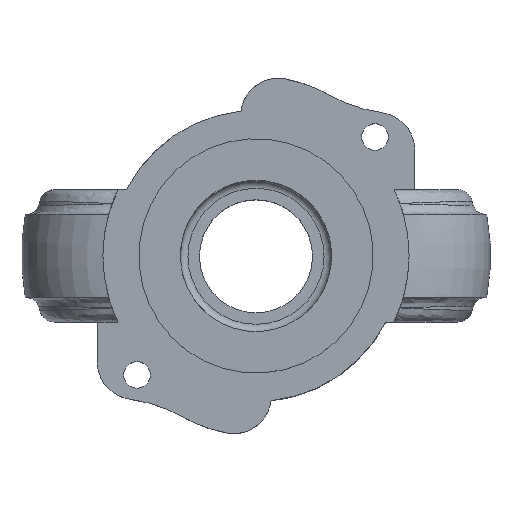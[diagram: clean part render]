
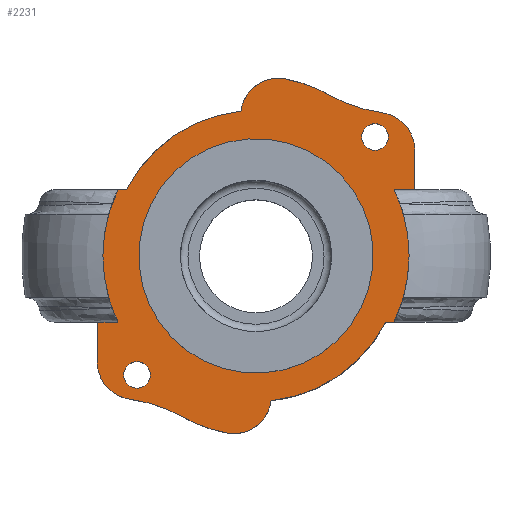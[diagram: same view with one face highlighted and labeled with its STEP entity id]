
A CAD part, top view. The second image highlights one B-rep face of the part: STEP entity #2231.
In plain terms, the highlighted planar face has unit normal (0, 0, 1).
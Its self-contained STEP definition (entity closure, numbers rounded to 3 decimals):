
#199=FACE_BOUND('',#447,.T.);
#200=FACE_BOUND('',#448,.T.);
#201=FACE_BOUND('',#449,.T.);
#225=PLANE('',#2444);
#318=FACE_OUTER_BOUND('',#446,.T.);
#446=EDGE_LOOP('',(#1782,#1783,#1784,#1785,#1786,#1787,#1788,#1789,#1790,
#1791,#1792,#1793,#1794,#1795,#1796,#1797,#1798,#1799,#1800,#1801,#1802,
#1803));
#447=EDGE_LOOP('',(#1804));
#448=EDGE_LOOP('',(#1805,#1806));
#449=EDGE_LOOP('',(#1807,#1808));
#520=LINE('',#4311,#601);
#527=LINE('',#4719,#608);
#533=LINE('',#4740,#614);
#538=LINE('',#4780,#619);
#546=LINE('',#5130,#627);
#547=LINE('',#5133,#628);
#548=LINE('',#5142,#629);
#549=LINE('',#5145,#630);
#601=VECTOR('',#2778,10.);
#608=VECTOR('',#2819,10.);
#614=VECTOR('',#2835,10.);
#619=VECTOR('',#2842,10.);
#627=VECTOR('',#2870,10.);
#628=VECTOR('',#2873,10.);
#629=VECTOR('',#2882,10.);
#630=VECTOR('',#2885,10.);
#654=CIRCLE('',#2293,15.5);
#667=CIRCLE('',#2311,1.75);
#668=CIRCLE('',#2312,1.75);
#670=CIRCLE('',#2315,1.75);
#671=CIRCLE('',#2316,1.75);
#714=CIRCLE('',#2385,19.247);
#722=CIRCLE('',#2394,19.247);
#738=CIRCLE('',#2416,20.25);
#743=CIRCLE('',#2423,20.25);
#747=CIRCLE('',#2435,22.);
#752=CIRCLE('',#2445,5.);
#753=CIRCLE('',#2446,20.);
#754=CIRCLE('',#2447,20.);
#755=CIRCLE('',#2448,5.);
#756=CIRCLE('',#2449,22.);
#757=CIRCLE('',#2450,5.);
#758=CIRCLE('',#2451,20.);
#759=CIRCLE('',#2452,20.);
#760=CIRCLE('',#2453,5.);
#781=VERTEX_POINT('',#3031);
#793=VERTEX_POINT('',#3063);
#794=VERTEX_POINT('',#3064);
#796=VERTEX_POINT('',#3071);
#797=VERTEX_POINT('',#3072);
#864=VERTEX_POINT('',#3431);
#865=VERTEX_POINT('',#3433);
#885=VERTEX_POINT('',#3622);
#886=VERTEX_POINT('',#3624);
#922=VERTEX_POINT('',#4309);
#929=VERTEX_POINT('',#4353);
#938=VERTEX_POINT('',#4587);
#939=VERTEX_POINT('',#4598);
#947=VERTEX_POINT('',#4737);
#948=VERTEX_POINT('',#4739);
#953=VERTEX_POINT('',#4777);
#954=VERTEX_POINT('',#4779);
#958=VERTEX_POINT('',#4815);
#967=VERTEX_POINT('',#5132);
#968=VERTEX_POINT('',#5134);
#969=VERTEX_POINT('',#5136);
#970=VERTEX_POINT('',#5138);
#971=VERTEX_POINT('',#5141);
#972=VERTEX_POINT('',#5144);
#973=VERTEX_POINT('',#5146);
#974=VERTEX_POINT('',#5148);
#975=VERTEX_POINT('',#5150);
#1000=EDGE_CURVE('',#781,#781,#654,.T.);
#1015=EDGE_CURVE('',#793,#794,#667,.T.);
#1016=EDGE_CURVE('',#794,#793,#668,.T.);
#1019=EDGE_CURVE('',#796,#797,#670,.T.);
#1020=EDGE_CURVE('',#797,#796,#671,.T.);
#1112=EDGE_CURVE('',#864,#865,#714,.T.);
#1137=EDGE_CURVE('',#885,#886,#722,.T.);
#1190=EDGE_CURVE('',#922,#885,#520,.T.);
#1200=EDGE_CURVE('',#929,#922,#738,.T.);
#1216=EDGE_CURVE('',#938,#939,#743,.T.);
#1227=EDGE_CURVE('',#939,#864,#527,.T.);
#1235=EDGE_CURVE('',#948,#947,#533,.T.);
#1242=EDGE_CURVE('',#954,#953,#538,.T.);
#1247=EDGE_CURVE('',#948,#958,#747,.T.);
#1263=EDGE_CURVE('',#938,#958,#546,.T.);
#1264=EDGE_CURVE('',#947,#967,#547,.T.);
#1265=EDGE_CURVE('',#967,#968,#752,.T.);
#1266=EDGE_CURVE('',#968,#969,#753,.T.);
#1267=EDGE_CURVE('',#969,#970,#754,.T.);
#1268=EDGE_CURVE('',#970,#886,#755,.T.);
#1269=EDGE_CURVE('',#929,#971,#548,.T.);
#1270=EDGE_CURVE('',#954,#971,#756,.T.);
#1271=EDGE_CURVE('',#953,#972,#549,.T.);
#1272=EDGE_CURVE('',#972,#973,#757,.T.);
#1273=EDGE_CURVE('',#973,#974,#758,.T.);
#1274=EDGE_CURVE('',#974,#975,#759,.T.);
#1275=EDGE_CURVE('',#975,#865,#760,.T.);
#1782=ORIENTED_EDGE('',*,*,#1247,.F.);
#1783=ORIENTED_EDGE('',*,*,#1235,.T.);
#1784=ORIENTED_EDGE('',*,*,#1264,.T.);
#1785=ORIENTED_EDGE('',*,*,#1265,.T.);
#1786=ORIENTED_EDGE('',*,*,#1266,.T.);
#1787=ORIENTED_EDGE('',*,*,#1267,.T.);
#1788=ORIENTED_EDGE('',*,*,#1268,.T.);
#1789=ORIENTED_EDGE('',*,*,#1137,.F.);
#1790=ORIENTED_EDGE('',*,*,#1190,.F.);
#1791=ORIENTED_EDGE('',*,*,#1200,.F.);
#1792=ORIENTED_EDGE('',*,*,#1269,.T.);
#1793=ORIENTED_EDGE('',*,*,#1270,.F.);
#1794=ORIENTED_EDGE('',*,*,#1242,.T.);
#1795=ORIENTED_EDGE('',*,*,#1271,.T.);
#1796=ORIENTED_EDGE('',*,*,#1272,.T.);
#1797=ORIENTED_EDGE('',*,*,#1273,.T.);
#1798=ORIENTED_EDGE('',*,*,#1274,.T.);
#1799=ORIENTED_EDGE('',*,*,#1275,.T.);
#1800=ORIENTED_EDGE('',*,*,#1112,.F.);
#1801=ORIENTED_EDGE('',*,*,#1227,.F.);
#1802=ORIENTED_EDGE('',*,*,#1216,.F.);
#1803=ORIENTED_EDGE('',*,*,#1263,.T.);
#1804=ORIENTED_EDGE('',*,*,#1000,.T.);
#1805=ORIENTED_EDGE('',*,*,#1015,.T.);
#1806=ORIENTED_EDGE('',*,*,#1016,.T.);
#1807=ORIENTED_EDGE('',*,*,#1019,.T.);
#1808=ORIENTED_EDGE('',*,*,#1020,.T.);
#2231=ADVANCED_FACE('',(#318,#199,#200,#201),#225,.F.);
#2293=AXIS2_PLACEMENT_3D('',#3032,#2514,#2515);
#2311=AXIS2_PLACEMENT_3D('',#3065,#2552,#2553);
#2312=AXIS2_PLACEMENT_3D('',#3066,#2554,#2555);
#2315=AXIS2_PLACEMENT_3D('',#3073,#2561,#2562);
#2316=AXIS2_PLACEMENT_3D('',#3074,#2563,#2564);
#2385=AXIS2_PLACEMENT_3D('',#3434,#2715,#2716);
#2394=AXIS2_PLACEMENT_3D('',#3625,#2737,#2738);
#2416=AXIS2_PLACEMENT_3D('',#4364,#2791,#2792);
#2423=AXIS2_PLACEMENT_3D('',#4599,#2807,#2808);
#2435=AXIS2_PLACEMENT_3D('',#4816,#2847,#2848);
#2444=AXIS2_PLACEMENT_3D('',#5131,#2871,#2872);
#2445=AXIS2_PLACEMENT_3D('',#5135,#2874,#2875);
#2446=AXIS2_PLACEMENT_3D('',#5137,#2876,#2877);
#2447=AXIS2_PLACEMENT_3D('',#5139,#2878,#2879);
#2448=AXIS2_PLACEMENT_3D('',#5140,#2880,#2881);
#2449=AXIS2_PLACEMENT_3D('',#5143,#2883,#2884);
#2450=AXIS2_PLACEMENT_3D('',#5147,#2886,#2887);
#2451=AXIS2_PLACEMENT_3D('',#5149,#2888,#2889);
#2452=AXIS2_PLACEMENT_3D('',#5151,#2890,#2891);
#2453=AXIS2_PLACEMENT_3D('',#5152,#2892,#2893);
#2514=DIRECTION('center_axis',(0.,0.,-1.));
#2515=DIRECTION('ref_axis',(-0.239,0.971,0.));
#2552=DIRECTION('center_axis',(0.,0.,-1.));
#2553=DIRECTION('ref_axis',(1.,0.,0.));
#2554=DIRECTION('center_axis',(0.,0.,-1.));
#2555=DIRECTION('ref_axis',(1.,0.,0.));
#2561=DIRECTION('center_axis',(0.,0.,-1.));
#2562=DIRECTION('ref_axis',(1.,0.,0.));
#2563=DIRECTION('center_axis',(0.,0.,-1.));
#2564=DIRECTION('ref_axis',(1.,0.,0.));
#2715=DIRECTION('center_axis',(0.,0.,-1.));
#2716=DIRECTION('ref_axis',(-1.,0.,0.));
#2737=DIRECTION('center_axis',(0.,0.,-1.));
#2738=DIRECTION('ref_axis',(-1.,0.,0.));
#2778=DIRECTION('',(1.,0.,0.));
#2791=DIRECTION('center_axis',(0.,0.,-1.));
#2792=DIRECTION('ref_axis',(-1.,0.,0.));
#2807=DIRECTION('center_axis',(0.,0.,-1.));
#2808=DIRECTION('ref_axis',(-1.,0.,0.));
#2819=DIRECTION('',(-1.,0.,0.));
#2835=DIRECTION('',(1.,0.,0.));
#2842=DIRECTION('',(-1.,0.,0.));
#2847=DIRECTION('center_axis',(0.,0.,-1.));
#2848=DIRECTION('ref_axis',(0.988,0.152,0.));
#2870=DIRECTION('',(1.,0.,0.));
#2871=DIRECTION('center_axis',(0.,0.,-1.));
#2872=DIRECTION('ref_axis',(-1.,0.,0.));
#2873=DIRECTION('',(0.,1.,0.));
#2874=DIRECTION('center_axis',(0.,0.,1.));
#2875=DIRECTION('ref_axis',(1.,0.,0.));
#2876=DIRECTION('center_axis',(0.,0.,-1.));
#2877=DIRECTION('ref_axis',(0.486,0.874,0.));
#2878=DIRECTION('center_axis',(0.,0.,1.));
#2879=DIRECTION('ref_axis',(-0.25,-0.968,0.));
#2880=DIRECTION('center_axis',(0.,0.,1.));
#2881=DIRECTION('ref_axis',(0.197,0.98,0.));
#2882=DIRECTION('',(-1.,0.,0.));
#2883=DIRECTION('center_axis',(0.,0.,-1.));
#2884=DIRECTION('ref_axis',(-0.988,-0.152,0.));
#2885=DIRECTION('',(0.,-1.,0.));
#2886=DIRECTION('center_axis',(0.,0.,1.));
#2887=DIRECTION('ref_axis',(-1.,0.,0.));
#2888=DIRECTION('center_axis',(0.,0.,-1.));
#2889=DIRECTION('ref_axis',(-0.486,-0.874,0.));
#2890=DIRECTION('center_axis',(0.,0.,1.));
#2891=DIRECTION('ref_axis',(0.25,0.968,0.));
#2892=DIRECTION('center_axis',(0.,0.,1.));
#2893=DIRECTION('ref_axis',(-0.197,-0.98,0.));
#3031=CARTESIAN_POINT('',(3.709,-15.05,-1.628));
#3032=CARTESIAN_POINT('Origin',(0.,0.,-1.628));
#3063=CARTESIAN_POINT('',(17.483,15.733,-1.628));
#3064=CARTESIAN_POINT('',(13.983,15.733,-1.628));
#3065=CARTESIAN_POINT('Origin',(15.733,15.733,-1.628));
#3066=CARTESIAN_POINT('Origin',(15.733,15.733,-1.628));
#3071=CARTESIAN_POINT('',(-13.983,-15.733,-1.628));
#3072=CARTESIAN_POINT('',(-17.483,-15.733,-1.628));
#3073=CARTESIAN_POINT('Origin',(-15.733,-15.733,-1.628));
#3074=CARTESIAN_POINT('Origin',(-15.733,-15.733,-1.628));
#3431=CARTESIAN_POINT('',(17.143,-8.75,-1.628));
#3433=CARTESIAN_POINT('',(2.,-19.143,-1.628));
#3434=CARTESIAN_POINT('Origin',(0.,0.,-1.628));
#3622=CARTESIAN_POINT('',(-17.143,8.75,-1.628));
#3624=CARTESIAN_POINT('',(-2.,19.143,-1.628));
#3625=CARTESIAN_POINT('Origin',(0.,0.,-1.628));
#4309=CARTESIAN_POINT('',(-18.262,8.75,-1.628));
#4311=CARTESIAN_POINT('',(-18.846,8.75,-1.628));
#4353=CARTESIAN_POINT('',(-20.217,1.15,-1.628));
#4364=CARTESIAN_POINT('Origin',(0.,0.,-1.628));
#4587=CARTESIAN_POINT('',(20.217,-1.15,-1.628));
#4598=CARTESIAN_POINT('',(18.262,-8.75,-1.628));
#4599=CARTESIAN_POINT('Origin',(0.,0.,-1.628));
#4719=CARTESIAN_POINT('',(-18.846,-8.75,-1.628));
#4737=CARTESIAN_POINT('',(21.,8.75,-1.628));
#4739=CARTESIAN_POINT('',(20.185,8.75,-1.628));
#4740=CARTESIAN_POINT('',(-18.846,8.75,-1.628));
#4777=CARTESIAN_POINT('',(-21.,-8.75,-1.628));
#4779=CARTESIAN_POINT('',(-20.185,-8.75,-1.628));
#4780=CARTESIAN_POINT('',(-18.846,-8.75,-1.628));
#4815=CARTESIAN_POINT('',(21.97,-1.15,-1.628));
#4816=CARTESIAN_POINT('Origin',(0.,0.,-1.628));
#5130=CARTESIAN_POINT('',(0.,-1.15,-1.628));
#5131=CARTESIAN_POINT('Origin',(0.,0.,-1.628));
#5132=CARTESIAN_POINT('',(21.,13.984,-1.628));
#5133=CARTESIAN_POINT('',(21.,0.,-1.628));
#5134=CARTESIAN_POINT('',(16.691,18.936,-1.628));
#5135=CARTESIAN_POINT('Origin',(16.,13.984,-1.628));
#5136=CARTESIAN_POINT('',(9.728,21.27,-1.628));
#5137=CARTESIAN_POINT('Origin',(19.455,38.744,-1.628));
#5138=CARTESIAN_POINT('',(3.945,23.402,-1.628));
#5139=CARTESIAN_POINT('Origin',(0.,3.795,-1.628));
#5140=CARTESIAN_POINT('Origin',(2.959,18.5,-1.628));
#5141=CARTESIAN_POINT('',(-21.97,1.15,-1.628));
#5142=CARTESIAN_POINT('',(0.,1.15,-1.628));
#5143=CARTESIAN_POINT('Origin',(0.,0.,-1.628));
#5144=CARTESIAN_POINT('',(-21.,-13.984,-1.628));
#5145=CARTESIAN_POINT('',(-21.,0.,-1.628));
#5146=CARTESIAN_POINT('',(-16.691,-18.936,-1.628));
#5147=CARTESIAN_POINT('Origin',(-16.,-13.984,-1.628));
#5148=CARTESIAN_POINT('',(-9.728,-21.27,-1.628));
#5149=CARTESIAN_POINT('Origin',(-19.455,-38.744,-1.628));
#5150=CARTESIAN_POINT('',(-3.945,-23.402,-1.628));
#5151=CARTESIAN_POINT('Origin',(0.,-3.795,
-1.628));
#5152=CARTESIAN_POINT('Origin',(-2.959,-18.5,-1.628));
